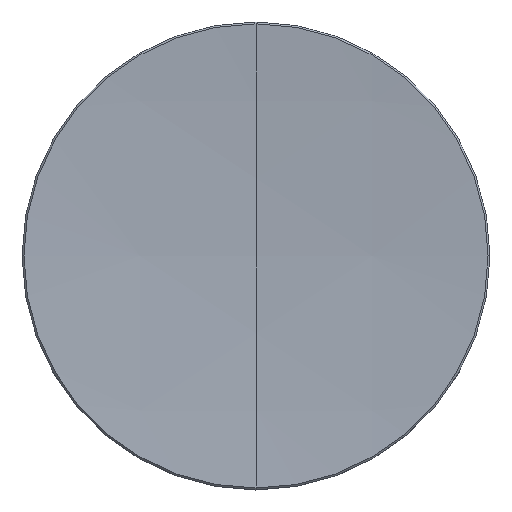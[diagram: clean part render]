
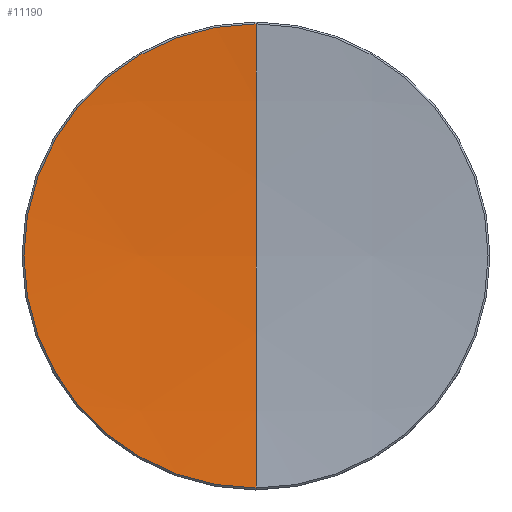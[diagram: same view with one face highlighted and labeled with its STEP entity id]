
A CAD part, top view. The second image highlights one B-rep face of the part: STEP entity #11190.
In plain terms, the highlighted spherical face has radius 300 mm.
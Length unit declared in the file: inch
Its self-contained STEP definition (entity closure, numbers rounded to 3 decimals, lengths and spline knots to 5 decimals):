
#10904 = EDGE_CURVE ( 'NONE', #11159, #10905, #15250, .T. ) ;
#10905 = VERTEX_POINT ( 'NONE', #15204 ) ;
#10906 = ORIENTED_EDGE ( 'NONE', *, *, #10907, .T. ) ;
#10907 = EDGE_CURVE ( 'NONE', #10905, #11152, #15230, .T. ) ;
#10908 = ORIENTED_EDGE ( 'NONE', *, *, #10904, .T. ) ;
#11152 = VERTEX_POINT ( 'NONE', #15648 ) ;
#11153 = ORIENTED_EDGE ( 'NONE', *, *, #11162, .F. ) ;
#11156 = EDGE_CURVE ( 'NONE', #11193, #11159, #15876, .T. ) ;
#11159 = VERTEX_POINT ( 'NONE', #15871 ) ;
#11162 = EDGE_CURVE ( 'NONE', #11193, #11152, #15772, .T. ) ;
#11190 = ADVANCED_FACE ( 'NONE', ( #16132 ), #15948, .F. ) ;
#11191 = EDGE_LOOP ( 'NONE', ( #11192, #10908, #10906, #11153 ) ) ;
#11192 = ORIENTED_EDGE ( 'NONE', *, *, #11156, .T. ) ;
#11193 = VERTEX_POINT ( 'NONE', #15943 ) ;
#15204 = CARTESIAN_POINT ( 'NONE',  ( 0., -0.99215, 0.21891 ) ) ;
#15205 = DIRECTION ( 'NONE',  ( 1., 0., 0. ) ) ;
#15206 = DIRECTION ( 'NONE',  ( 0., 0., 1. ) ) ;
#15207 = CARTESIAN_POINT ( 'NONE',  ( 0., 0., 0.21891 ) ) ;
#15208 = AXIS2_PLACEMENT_3D ( 'NONE', #15207, #15206, #15205 ) ;
#15226 = DIRECTION ( 'NONE',  ( 0., 1., 0. ) ) ;
#15227 = DIRECTION ( 'NONE',  ( 1., 0., 0. ) ) ;
#15228 = CARTESIAN_POINT ( 'NONE',  ( 0., 0., 11.98819 ) ) ;
#15229 = AXIS2_PLACEMENT_3D ( 'NONE', #15228, #15227, #15226 ) ;
#15230 = CIRCLE ( 'NONE', #15229, 11.81102 ) ;
#15250 = CIRCLE ( 'NONE', #15208, 0.99215 ) ;
#15648 = CARTESIAN_POINT ( 'NONE',  ( 0., 0., 0.17717 ) ) ;
#15768 = DIRECTION ( 'NONE',  ( 0., 0., 1. ) ) ;
#15769 = DIRECTION ( 'NONE',  ( -1., 0., 0. ) ) ;
#15770 = CARTESIAN_POINT ( 'NONE',  ( 0., 0., 11.98819 ) ) ;
#15771 = AXIS2_PLACEMENT_3D ( 'NONE', #15770, #15769, #15768 ) ;
#15772 = CIRCLE ( 'NONE', #15771, 11.81102 ) ;
#15871 = CARTESIAN_POINT ( 'NONE',  ( -0.99215, 0., 0.21891 ) ) ;
#15872 = DIRECTION ( 'NONE',  ( 1., 0., 0. ) ) ;
#15873 = DIRECTION ( 'NONE',  ( 0., 0., 1. ) ) ;
#15874 = CARTESIAN_POINT ( 'NONE',  ( 0., 0., 0.21891 ) ) ;
#15875 = AXIS2_PLACEMENT_3D ( 'NONE', #15874, #15873, #15872 ) ;
#15876 = CIRCLE ( 'NONE', #15875, 0.99215 ) ;
#15943 = CARTESIAN_POINT ( 'NONE',  ( 0., 0.99215, 0.21891 ) ) ;
#15944 = DIRECTION ( 'NONE',  ( 0., 1., 0. ) ) ;
#15945 = DIRECTION ( 'NONE',  ( 1., 0., 0. ) ) ;
#15946 = CARTESIAN_POINT ( 'NONE',  ( 0., 0., 11.98819 ) ) ;
#15947 = AXIS2_PLACEMENT_3D ( 'NONE', #15946, #15945, #15944 ) ;
#15948 = SPHERICAL_SURFACE ( 'NONE', #15947, 11.81102 ) ;
#16132 = FACE_OUTER_BOUND ( 'NONE', #11191, .T. ) ;
